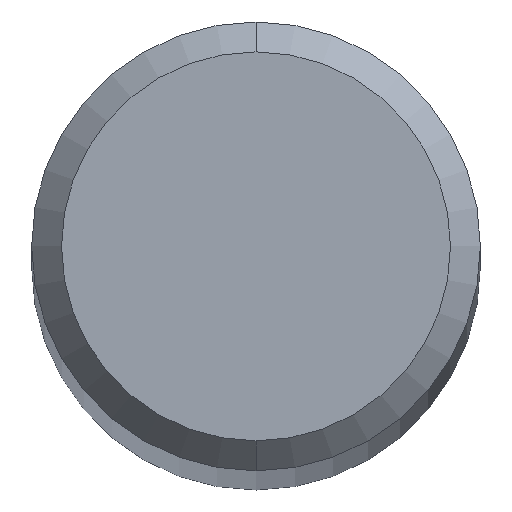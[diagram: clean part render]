
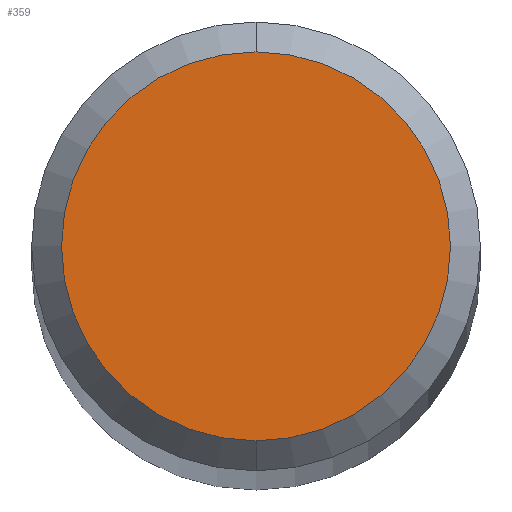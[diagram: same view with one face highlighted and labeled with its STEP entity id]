
A CAD part, top view. The second image highlights one B-rep face of the part: STEP entity #359.
In plain terms, the highlighted planar face has unit normal (0, 0, 1).
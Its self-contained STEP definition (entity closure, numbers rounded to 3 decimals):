
#261=VERTEX_POINT('',#528);
#327=EDGE_CURVE('',#261,#353,#602,.T.);
#353=VERTEX_POINT('',#630);
#359=ADVANCED_FACE('',(#636),#637,.T.);
#381=EDGE_CURVE('',#353,#261,#661,.T.);
#528=CARTESIAN_POINT('',(0.,-2.6,0.0));
#602=CIRCLE('',#1106,2.6);
#630=CARTESIAN_POINT('',(0.0,2.6,0.0));
#636=FACE_OUTER_BOUND('',#1159,.T.);
#637=PLANE('',#1160);
#661=CIRCLE('',#1229,2.6);
#1106=AXIS2_PLACEMENT_3D('',#1452,#1453,#1454);
#1159=EDGE_LOOP('',(#1478,#1479));
#1160=AXIS2_PLACEMENT_3D('',#1480,#1481,#1482);
#1229=AXIS2_PLACEMENT_3D('',#1505,#1506,#1507);
#1452=CARTESIAN_POINT('',(0.0,0.0,0.0));
#1453=DIRECTION('',(0.0,0.0,-1.0));
#1454=DIRECTION('',(0.0,1.0,0.0));
#1478=ORIENTED_EDGE('',*,*,#381,.F.);
#1479=ORIENTED_EDGE('',*,*,#327,.F.);
#1480=CARTESIAN_POINT('',(0.0,1.3,0.0));
#1481=DIRECTION('',(-0.0,0.0,1.0));
#1482=DIRECTION('',(0.0,-1.0,0.0));
#1505=CARTESIAN_POINT('',(0.0,0.0,0.0));
#1506=DIRECTION('',(0.0,0.0,-1.0));
#1507=DIRECTION('',(0.0,1.0,0.0));
